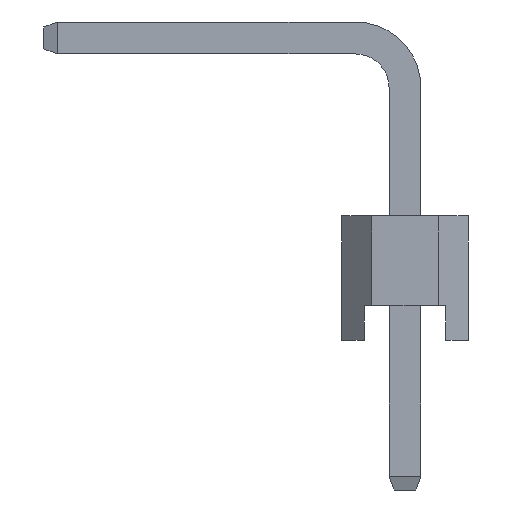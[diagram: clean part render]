
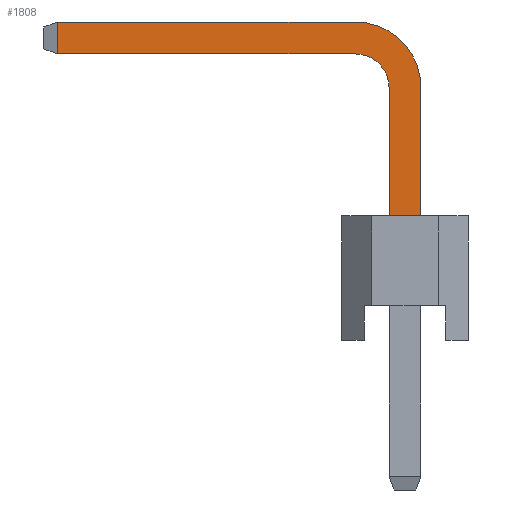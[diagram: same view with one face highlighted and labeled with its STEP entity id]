
A CAD part, left-side view. The second image highlights one B-rep face of the part: STEP entity #1808.
In plain terms, the highlighted planar face has unit normal (-1, 0, 0).
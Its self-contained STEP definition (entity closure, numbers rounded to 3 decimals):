
#1808=ADVANCED_FACE('',(#5542),#5544,.T.);
#5542=FACE_BOUND('',#5543,.T.);
#5543=EDGE_LOOP('',(#8617,#8618,#8619,#8620,#8621,#8622,#8623,#8624));
#5544=PLANE('',#5545);
#5545=AXIS2_PLACEMENT_3D('',#5546,#5547,#5548);
#5546=CARTESIAN_POINT('',(-0.32,0.32,-3.));
#5547=DIRECTION('',(-1.,0.,0.));
#5548=DIRECTION('',(0.,-1.,0.));
#8617=ORIENTED_EDGE('',*,*,#10482,.F.);
#8618=ORIENTED_EDGE('',*,*,#10483,.F.);
#8619=ORIENTED_EDGE('',*,*,#10484,.F.);
#8620=ORIENTED_EDGE('',*,*,#10471,.F.);
#8621=ORIENTED_EDGE('',*,*,#9790,.T.);
#8622=ORIENTED_EDGE('',*,*,#10481,.T.);
#8623=ORIENTED_EDGE('',*,*,#10485,.T.);
#8624=ORIENTED_EDGE('',*,*,#10486,.T.);
#9790=EDGE_CURVE('',#11080,#11084,#11086,.T.);
#10471=EDGE_CURVE('',#11080,#12229,#12230,.T.);
#10481=EDGE_CURVE('',#11084,#12245,#12247,.T.);
#10482=EDGE_CURVE('',#12248,#12249,#12250,.T.);
#10483=EDGE_CURVE('',#12251,#12248,#12252,.T.);
#10484=EDGE_CURVE('',#12229,#12251,#12253,.T.);
#10485=EDGE_CURVE('',#12245,#12254,#12255,.T.);
#10486=EDGE_CURVE('',#12254,#12249,#12256,.T.);
#11080=VERTEX_POINT('',#13242);
#11084=VERTEX_POINT('',#13250);
#11086=LINE('',#13254,#13255);
#12229=VERTEX_POINT('',#15811);
#12230=LINE('',#15812,#15813);
#12245=VERTEX_POINT('',#15847);
#12247=LINE('',#15851,#15852);
#12248=VERTEX_POINT('',#15854);
#12249=VERTEX_POINT('',#15855);
#12250=LINE('',#15856,#15857);
#12251=VERTEX_POINT('',#15859);
#12252=LINE('',#15860,#15861);
#12253=CIRCLE('',#15863,0.68);
#12254=VERTEX_POINT('',#15867);
#12255=CIRCLE('',#15868,1.32);
#12256=LINE('',#15872,#15873);
#13242=CARTESIAN_POINT('',(-0.32,0.32,2.5));
#13250=CARTESIAN_POINT('',(-0.32,-0.32,2.5));
#13254=CARTESIAN_POINT('',(-0.32,0.32,2.5));
#13255=VECTOR('',#13256,1.);
#13256=DIRECTION('',(0.,-1.,0.));
#15811=CARTESIAN_POINT('',(-0.32,0.32,5.07));
#15812=CARTESIAN_POINT('',(-0.32,0.32,2.5));
#15813=VECTOR('',#15814,1.);
#15814=DIRECTION('',(0.,0.,1.));
#15847=CARTESIAN_POINT('',(-0.32,-0.32,5.07));
#15851=CARTESIAN_POINT('',(-0.32,-0.32,2.5));
#15852=VECTOR('',#15853,1.);
#15853=DIRECTION('',(0.,0.,1.));
#15854=CARTESIAN_POINT('',(-0.32,6.975,5.75));
#15855=CARTESIAN_POINT('',(-0.32,6.975,6.39));
#15856=CARTESIAN_POINT('',(-0.32,6.975,5.75));
#15857=VECTOR('',#15858,1.);
#15858=DIRECTION('',(0.,0.,1.));
#15859=CARTESIAN_POINT('',(-0.32,1.,5.75));
#15860=CARTESIAN_POINT('',(-0.32,1.,5.75));
#15861=VECTOR('',#15862,1.);
#15862=DIRECTION('',(0.,1.,0.));
#15863=AXIS2_PLACEMENT_3D('',#15864,#15865,#15866);
#15864=CARTESIAN_POINT('',(-0.32,1.,5.07));
#15865=DIRECTION('',(-1.,-0.,0.));
#15866=DIRECTION('',(0.,-1.,0.));
#15867=CARTESIAN_POINT('',(-0.32,1.,6.39));
#15868=AXIS2_PLACEMENT_3D('',#15869,#15870,#15871);
#15869=CARTESIAN_POINT('',(-0.32,1.,5.07));
#15870=DIRECTION('',(-1.,-0.,0.));
#15871=DIRECTION('',(0.,-1.,0.));
#15872=CARTESIAN_POINT('',(-0.32,1.,6.39));
#15873=VECTOR('',#15874,1.);
#15874=DIRECTION('',(0.,1.,0.));
